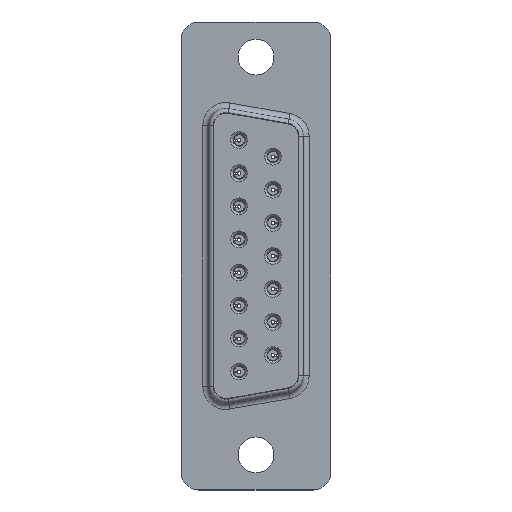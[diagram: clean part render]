
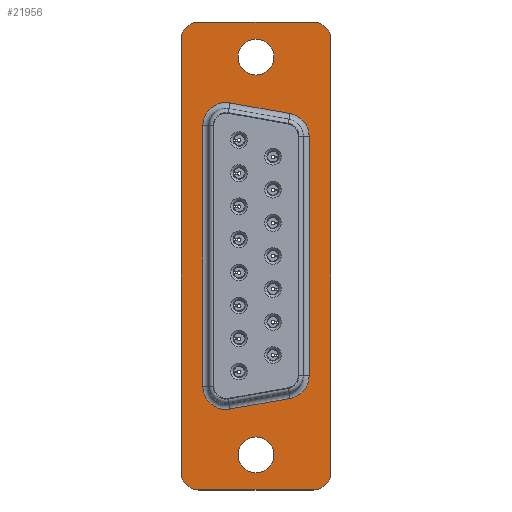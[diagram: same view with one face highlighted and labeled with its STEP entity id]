
A CAD part, top view. The second image highlights one B-rep face of the part: STEP entity #21956.
In plain terms, the highlighted face is planar.
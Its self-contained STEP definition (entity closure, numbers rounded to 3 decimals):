
#717=CIRCLE('',#24490,1.5);
#719=CIRCLE('',#24493,1.5);
#755=CIRCLE('',#24547,1.93);
#759=CIRCLE('',#24552,1.93);
#763=CIRCLE('',#24559,1.93);
#767=CIRCLE('',#24564,1.93);
#769=CIRCLE('',#24585,1.5);
#771=CIRCLE('',#24589,1.5);
#773=CIRCLE('',#24593,1.5);
#775=CIRCLE('',#24597,1.5);
#8165=ORIENTED_EDGE('',*,*,#11823,.T.);
#8166=ORIENTED_EDGE('',*,*,#11937,.F.);
#8167=ORIENTED_EDGE('',*,*,#11916,.F.);
#8168=ORIENTED_EDGE('',*,*,#11920,.F.);
#8169=ORIENTED_EDGE('',*,*,#11923,.F.);
#8170=ORIENTED_EDGE('',*,*,#11926,.F.);
#8171=ORIENTED_EDGE('',*,*,#11929,.F.);
#8172=ORIENTED_EDGE('',*,*,#11932,.F.);
#8173=ORIENTED_EDGE('',*,*,#11935,.F.);
#8174=ORIENTED_EDGE('',*,*,#11883,.T.);
#8175=ORIENTED_EDGE('',*,*,#11877,.T.);
#8176=ORIENTED_EDGE('',*,*,#11879,.T.);
#8177=ORIENTED_EDGE('',*,*,#11885,.T.);
#8178=ORIENTED_EDGE('',*,*,#11891,.T.);
#8179=ORIENTED_EDGE('',*,*,#11897,.T.);
#8180=ORIENTED_EDGE('',*,*,#11895,.T.);
#8181=ORIENTED_EDGE('',*,*,#11889,.T.);
#8182=ORIENTED_EDGE('',*,*,#11825,.T.);
#11823=EDGE_CURVE('',#14173,#14173,#717,.T.);
#11825=EDGE_CURVE('',#14175,#14175,#719,.T.);
#11877=EDGE_CURVE('',#14208,#14211,#15704,.T.);
#11879=EDGE_CURVE('',#14211,#14213,#755,.T.);
#11883=EDGE_CURVE('',#14214,#14208,#759,.T.);
#11885=EDGE_CURVE('',#14213,#14217,#15705,.T.);
#11889=EDGE_CURVE('',#14218,#14214,#15708,.T.);
#11891=EDGE_CURVE('',#14217,#14221,#763,.T.);
#11895=EDGE_CURVE('',#14222,#14218,#767,.T.);
#11897=EDGE_CURVE('',#14221,#14222,#15710,.T.);
#11916=EDGE_CURVE('',#14226,#14227,#15729,.T.);
#11920=EDGE_CURVE('',#14229,#14226,#769,.T.);
#11923=EDGE_CURVE('',#14231,#14229,#15734,.T.);
#11926=EDGE_CURVE('',#14233,#14231,#771,.T.);
#11929=EDGE_CURVE('',#14235,#14233,#15738,.T.);
#11932=EDGE_CURVE('',#14237,#14235,#773,.T.);
#11935=EDGE_CURVE('',#14239,#14237,#15742,.T.);
#11937=EDGE_CURVE('',#14227,#14239,#775,.T.);
#14173=VERTEX_POINT('',#46881);
#14175=VERTEX_POINT('',#46886);
#14208=VERTEX_POINT('',#46985);
#14211=VERTEX_POINT('',#46990);
#14213=VERTEX_POINT('',#46995);
#14214=VERTEX_POINT('',#47000);
#14217=VERTEX_POINT('',#47007);
#14218=VERTEX_POINT('',#47012);
#14221=VERTEX_POINT('',#47019);
#14222=VERTEX_POINT('',#47024);
#14226=VERTEX_POINT('',#47068);
#14227=VERTEX_POINT('',#47070);
#14229=VERTEX_POINT('',#47076);
#14231=VERTEX_POINT('',#47082);
#14233=VERTEX_POINT('',#47088);
#14235=VERTEX_POINT('',#47094);
#14237=VERTEX_POINT('',#47100);
#14239=VERTEX_POINT('',#47106);
#15704=LINE('',#46991,#17109);
#15705=LINE('',#47008,#17110);
#15708=LINE('',#47015,#17113);
#15710=LINE('',#47030,#17115);
#15729=LINE('',#47069,#17134);
#15734=LINE('',#47083,#17139);
#15738=LINE('',#47095,#17143);
#15742=LINE('',#47107,#17147);
#17109=VECTOR('',#30561,1000.);
#17110=VECTOR('',#30582,1000.);
#17113=VECTOR('',#30589,1000.);
#17115=VECTOR('',#30609,1000.);
#17134=VECTOR('',#30662,1000.);
#17139=VECTOR('',#30675,1000.);
#17143=VECTOR('',#30687,1000.);
#17147=VECTOR('',#30699,1000.);
#18431=EDGE_LOOP('',(#8165));
#18432=EDGE_LOOP('',(#8166,#8167,#8168,#8169,#8170,#8171,#8172,#8173));
#18433=EDGE_LOOP('',(#8174,#8175,#8176,#8177,#8178,#8179,#8180,#8181));
#18434=EDGE_LOOP('',(#8182));
#19852=FACE_BOUND('',#18431,.T.);
#19853=FACE_BOUND('',#18432,.T.);
#19854=FACE_BOUND('',#18433,.T.);
#19855=FACE_BOUND('',#18434,.T.);
#20814=PLANE('',#24599);
#21956=ADVANCED_FACE('',(#19852,#19853,#19854,#19855),#20814,.F.);
#24490=AXIS2_PLACEMENT_3D('',#46880,#30434,#30435);
#24493=AXIS2_PLACEMENT_3D('',#46885,#30440,#30441);
#24547=AXIS2_PLACEMENT_3D('',#46996,#30566,#30567);
#24552=AXIS2_PLACEMENT_3D('',#47003,#30576,#30577);
#24559=AXIS2_PLACEMENT_3D('',#47020,#30594,#30595);
#24564=AXIS2_PLACEMENT_3D('',#47027,#30604,#30605);
#24585=AXIS2_PLACEMENT_3D('',#47077,#30669,#30670);
#24589=AXIS2_PLACEMENT_3D('',#47089,#30681,#30682);
#24593=AXIS2_PLACEMENT_3D('',#47101,#30693,#30694);
#24597=AXIS2_PLACEMENT_3D('',#47110,#30704,#30705);
#24599=AXIS2_PLACEMENT_3D('',#47112,#30708,#30709);
#30434=DIRECTION('',(0.,-1.,0.));
#30435=DIRECTION('',(0.,0.,1.));
#30440=DIRECTION('',(0.,-1.,0.));
#30441=DIRECTION('',(0.,0.,1.));
#30561=DIRECTION('',(1.,0.,0.));
#30566=DIRECTION('',(0.,-1.,0.));
#30567=DIRECTION('',(0.,0.,1.));
#30576=DIRECTION('',(0.,-1.,0.));
#30577=DIRECTION('',(0.,0.,1.));
#30582=DIRECTION('',(0.174,0.,0.985));
#30589=DIRECTION('',(0.174,0.,-0.985));
#30594=DIRECTION('',(0.,-1.,0.));
#30595=DIRECTION('',(0.,0.,1.));
#30604=DIRECTION('',(0.,-1.,0.));
#30605=DIRECTION('',(0.,0.,1.));
#30609=DIRECTION('',(-1.,0.,0.));
#30662=DIRECTION('',(0.,0.,1.));
#30669=DIRECTION('',(0.,-1.,0.));
#30670=DIRECTION('',(-1.,0.,0.));
#30675=DIRECTION('',(1.,0.,0.));
#30681=DIRECTION('',(0.,-1.,0.));
#30682=DIRECTION('',(-1.,0.,0.));
#30687=DIRECTION('',(0.,0.,-1.));
#30693=DIRECTION('',(0.,-1.,0.));
#30694=DIRECTION('',(1.,0.,0.));
#30699=DIRECTION('',(-1.,0.,0.));
#30704=DIRECTION('',(0.,-1.,0.));
#30705=DIRECTION('',(-1.,0.,0.));
#30708=DIRECTION('',(0.,-1.,0.));
#30709=DIRECTION('',(0.,0.,1.));
#46880=CARTESIAN_POINT('',(16.66,0.35,0.));
#46881=CARTESIAN_POINT('',(16.66,0.35,1.5));
#46885=CARTESIAN_POINT('',(-16.66,0.35,0.));
#46886=CARTESIAN_POINT('',(-16.66,0.35,1.5));
#46985=CARTESIAN_POINT('',(-10.031,0.35,-4.45));
#46990=CARTESIAN_POINT('',(10.031,0.35,-4.45));
#46991=CARTESIAN_POINT('',(18.1,0.35,-4.45));
#46995=CARTESIAN_POINT('',(11.932,0.35,-2.855));
#46996=CARTESIAN_POINT('',(10.031,0.35,-2.52));
#47000=CARTESIAN_POINT('',(-11.932,0.35,-2.855));
#47003=CARTESIAN_POINT('',(-10.031,0.35,-2.52));
#47007=CARTESIAN_POINT('',(12.821,0.35,2.185));
#47008=CARTESIAN_POINT('',(13.423,0.35,5.6));
#47012=CARTESIAN_POINT('',(-12.821,0.35,2.185));
#47015=CARTESIAN_POINT('',(-12.331,0.35,-0.591));
#47019=CARTESIAN_POINT('',(10.92,0.35,4.45));
#47020=CARTESIAN_POINT('',(10.92,0.35,2.52));
#47024=CARTESIAN_POINT('',(-10.92,0.35,4.45));
#47027=CARTESIAN_POINT('',(-10.92,0.35,2.52));
#47030=CARTESIAN_POINT('',(18.1,0.35,4.45));
#47068=CARTESIAN_POINT('',(19.6,0.35,-4.775));
#47069=CARTESIAN_POINT('',(19.6,0.35,-4.775));
#47070=CARTESIAN_POINT('',(19.6,0.35,4.775));
#47076=CARTESIAN_POINT('',(18.1,0.35,-6.275));
#47077=CARTESIAN_POINT('',(18.1,0.35,-4.775));
#47082=CARTESIAN_POINT('',(-18.1,0.35,-6.275));
#47083=CARTESIAN_POINT('',(-18.1,0.35,-6.275));
#47088=CARTESIAN_POINT('',(-19.6,0.35,-4.775));
#47089=CARTESIAN_POINT('',(-18.1,0.35,-4.775));
#47094=CARTESIAN_POINT('',(-19.6,0.35,4.775));
#47095=CARTESIAN_POINT('',(-19.6,0.35,4.775));
#47100=CARTESIAN_POINT('',(-18.1,0.35,6.275));
#47101=CARTESIAN_POINT('',(-18.1,0.35,4.775));
#47106=CARTESIAN_POINT('',(18.1,0.35,6.275));
#47107=CARTESIAN_POINT('',(18.1,0.35,6.275));
#47110=CARTESIAN_POINT('',(18.1,0.35,4.775));
#47112=CARTESIAN_POINT('',(18.1,0.35,4.775));
